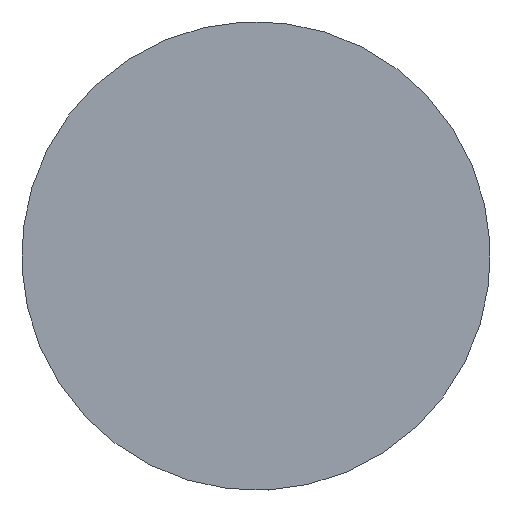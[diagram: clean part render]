
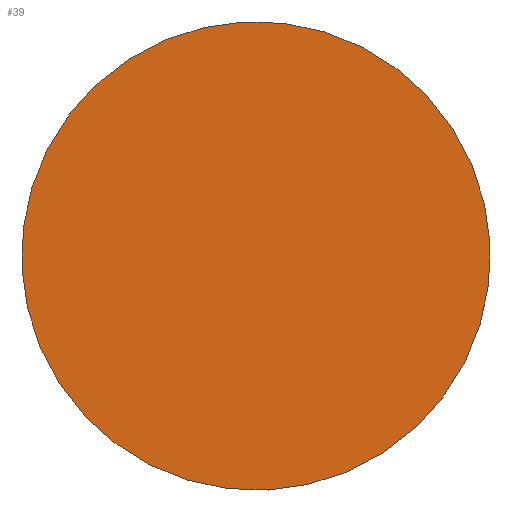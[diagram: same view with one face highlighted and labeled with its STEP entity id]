
A CAD part, left-side view. The second image highlights one B-rep face of the part: STEP entity #39.
In plain terms, the highlighted planar face has unit normal (-1, 0, 0).
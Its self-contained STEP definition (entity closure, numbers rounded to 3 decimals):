
#18=FACE_OUTER_BOUND('',#21,.T.);
#21=EDGE_LOOP('',(#31));
#24=CIRCLE('',#57,3.933);
#26=VERTEX_POINT('',#76);
#28=EDGE_CURVE('',#26,#26,#24,.T.);
#31=ORIENTED_EDGE('',*,*,#28,.F.);
#37=PLANE('',#56);
#39=ADVANCED_FACE('',(#18),#37,.T.);
#56=AXIS2_PLACEMENT_3D('',#75,#63,#64);
#57=AXIS2_PLACEMENT_3D('',#77,#65,#66);
#63=DIRECTION('center_axis',(-1.,0.,0.));
#64=DIRECTION('ref_axis',(0.,0.,1.));
#65=DIRECTION('center_axis',(1.,0.,0.));
#66=DIRECTION('ref_axis',(0.,0.839,-0.545));
#75=CARTESIAN_POINT('Origin',(-41.,143.263,-25.267));
#76=CARTESIAN_POINT('',(-41.,140.004,-26.125));
#77=CARTESIAN_POINT('Origin',(-41.,143.302,-28.267));
